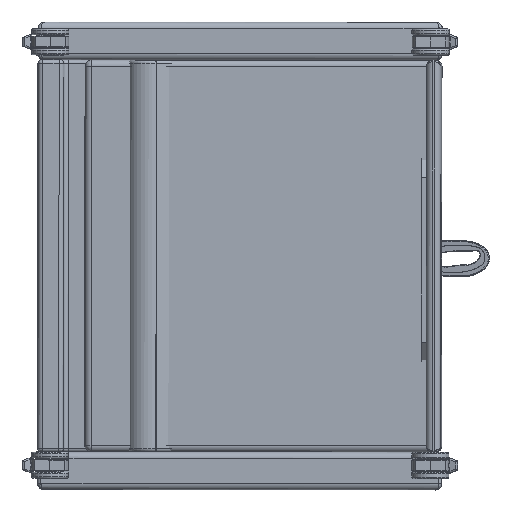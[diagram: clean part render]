
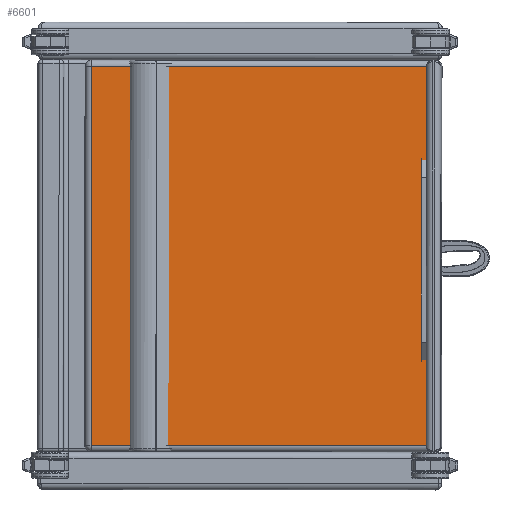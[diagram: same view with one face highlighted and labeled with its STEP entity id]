
A CAD part, front view. The second image highlights one B-rep face of the part: STEP entity #6601.
In plain terms, the highlighted face is planar.
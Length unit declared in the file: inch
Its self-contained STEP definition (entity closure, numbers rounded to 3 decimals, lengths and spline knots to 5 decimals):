
#503=PLANE('',#7365);
#711=LINE('',#18523,#1055);
#713=LINE('',#18526,#1057);
#721=LINE('',#18558,#1065);
#723=LINE('',#18561,#1067);
#1055=VECTOR('',#8723,0.3937);
#1057=VECTOR('',#8727,0.3937);
#1065=VECTOR('',#8771,0.3937);
#1067=VECTOR('',#8775,0.3937);
#1627=FACE_OUTER_BOUND('',#2081,.T.);
#2081=EDGE_LOOP('',(#5335,#5336,#5337,#5338));
#3117=VERTEX_POINT('',#18473);
#3120=VERTEX_POINT('',#18480);
#3126=VERTEX_POINT('',#18497);
#3133=VERTEX_POINT('',#18519);
#3895=EDGE_CURVE('',#3126,#3133,#711,.T.);
#3897=EDGE_CURVE('',#3133,#3120,#713,.T.);
#3915=EDGE_CURVE('',#3117,#3126,#721,.T.);
#3917=EDGE_CURVE('',#3120,#3117,#723,.T.);
#5335=ORIENTED_EDGE('',*,*,#3895,.F.);
#5336=ORIENTED_EDGE('',*,*,#3915,.F.);
#5337=ORIENTED_EDGE('',*,*,#3917,.F.);
#5338=ORIENTED_EDGE('',*,*,#3897,.F.);
#6601=ADVANCED_FACE('',(#1627),#503,.T.);
#7365=AXIS2_PLACEMENT_3D('',#18566,#8783,#8784);
#8723=DIRECTION('',(1.,0.,0.));
#8727=DIRECTION('',(0.,1.,0.));
#8771=DIRECTION('',(0.,-1.,0.));
#8775=DIRECTION('',(-1.,0.,0.));
#8783=DIRECTION('center_axis',(0.,0.,-1.));
#8784=DIRECTION('ref_axis',(-1.,0.,0.));
#18473=CARTESIAN_POINT('',(-13.625,15.,-2.5));
#18480=CARTESIAN_POINT('',(13.45891,15.,-2.5));
#18497=CARTESIAN_POINT('',(-13.625,-15.,-2.5));
#18519=CARTESIAN_POINT('',(13.45891,-15.,-2.5));
#18523=CARTESIAN_POINT('',(-7.0625,-15.,-2.5));
#18526=CARTESIAN_POINT('',(13.45891,-15.5,-2.5));
#18558=CARTESIAN_POINT('',(-13.625,7.75,-2.5));
#18561=CARTESIAN_POINT('',(7.0625,15.,-2.5));
#18566=CARTESIAN_POINT('Origin',(0.,0.,-2.5));
